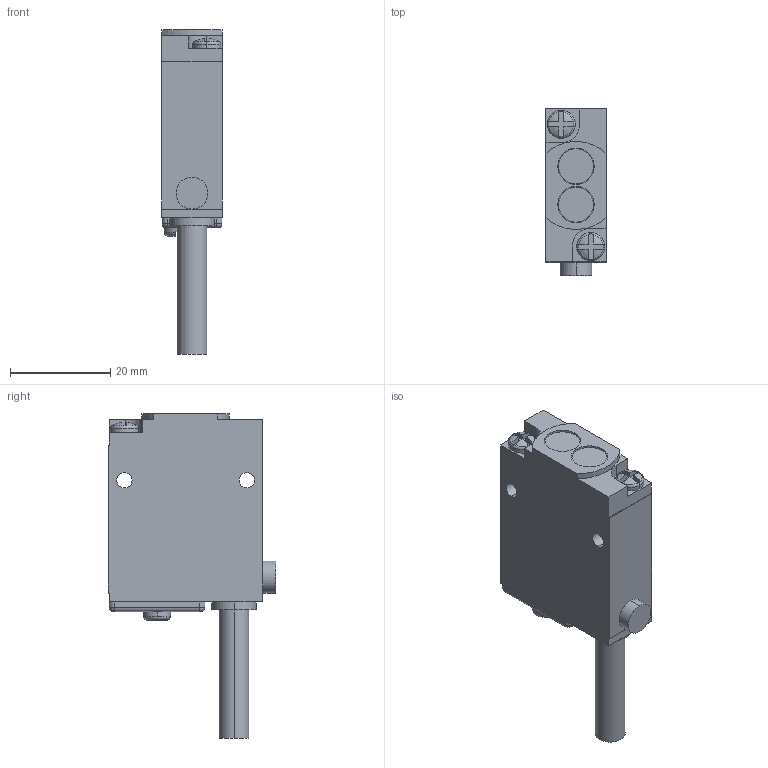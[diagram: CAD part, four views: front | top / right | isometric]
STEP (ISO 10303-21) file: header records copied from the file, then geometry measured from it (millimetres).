
FILE_DESCRIPTION((''),'2;1');
FILE_NAME('154453_SW','2011-01-10T',('banengservice'),('BANNER ENGINEERING'),'PRO/ENGINEER BY PARAMETRIC TECHNOLOGY CORPORATION, 2009141','PRO/ENGINEER BY PARAMETRIC TECHNOLOGY CORPORATION, 2009141','');
FILE_SCHEMA(('CONFIG_CONTROL_DESIGN'));
Length unit declared in the file: inch
Products named in the file (1): 154453_SW
Bounding box: 11.99 x 33.27 x 64.68 mm (x, y, z)
Volume: 6640 mm3; surface area: 10334.9 mm2
Topology: 1 solids, 3 shells, 401 faces, 1057 edges, 681 vertices
Faces by surface type: plane 221, cylinder 137, torus 19, cone 10, sphere 8, bspline 6
Entity records: 12777 total; most frequent: CARTESIAN_POINT 2579, DIRECTION 2167, ORIENTED_EDGE 2114, EDGE_CURVE 1057, AXIS2_PLACEMENT_3D 761, VERTEX_POINT 681, VECTOR 645, LINE 645
